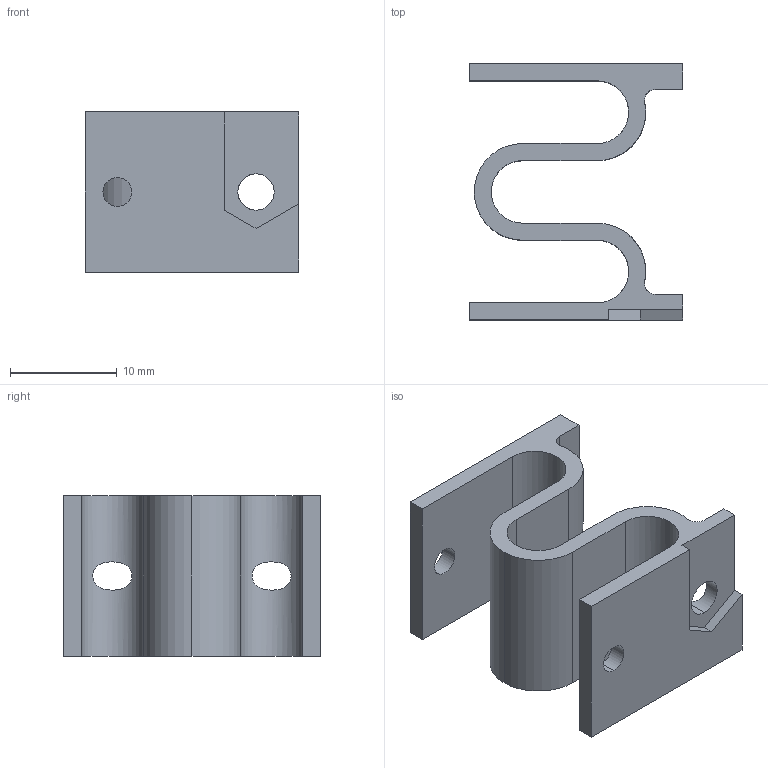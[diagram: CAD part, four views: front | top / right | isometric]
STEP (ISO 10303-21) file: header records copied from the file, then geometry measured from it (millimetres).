
FILE_DESCRIPTION (( 'STEP AP214' ), '1' );
FILE_NAME ('bed-spring 01.STEP', '2011-02-18T23:13:53', ( 'Owner' ), ( '22ndstreetcomputers.com' ), 'SwSTEP 2.0', 'SolidWorks 2010', '' );
FILE_SCHEMA (( 'AUTOMOTIVE_DESIGN' ));
Length unit declared in the file: millimetre
Products named in the file (1): bed-spring 01
Bounding box: 20 x 24 x 15 mm (x, y, z)
Volume: 1963.1 mm3; surface area: 2801.4 mm2
Topology: 1 solids, 1 shells, 44 faces, 136 edges, 92 vertices
Faces by surface type: cylinder 24, plane 20
Entity records: 1794 total; most frequent: CARTESIAN_POINT 515, ORIENTED_EDGE 272, DIRECTION 246, EDGE_CURVE 136, VERTEX_POINT 92, AXIS2_PLACEMENT_3D 83, VECTOR 80, LINE 80
